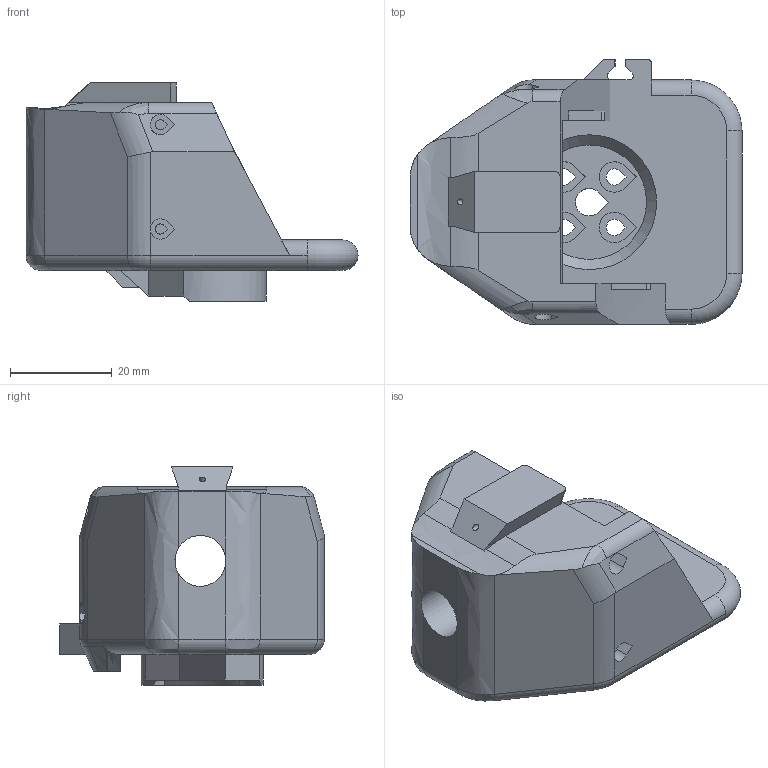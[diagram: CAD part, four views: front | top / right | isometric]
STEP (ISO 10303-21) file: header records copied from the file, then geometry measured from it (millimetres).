
FILE_DESCRIPTION(/* description */ (''),/* implementation_level */ '2;1');
FILE_NAME(/* name */ 'Wrist_Roll_SO101.step',/* time_stamp */ '2025-04-14T17:49:17+02:00',/* author */ (''),/* organization */ (''),/* preprocessor_version */ 'ST-DEVELOPER v20.1',/* originating_system */ 'Autodesk Translation Framework v14.4.0.0',/* authorisation */ '');
FILE_SCHEMA (('AUTOMOTIVE_DESIGN { 1 0 10303 214 3 1 1 }'));
Length unit declared in the file: millimetre
Products named in the file (3): Wrist_Roll_SO101; Wiring_holder v1; Wiring_holder v1 (1)
Assembly tree (2 placements, depth 2):
  Wrist_Roll_SO101
    Wiring_holder v1
    Wiring_holder v1 (1)
Bounding box: 65.2 x 52 x 42.85 mm (x, y, z)
Volume: 39819.7 mm3; surface area: 14186.1 mm2
Topology: 1 solids, 1 shells, 178 faces, 487 edges, 318 vertices
Faces by surface type: plane 111, cylinder 46, bspline 15, torus 4, cone 2
Full cylindrical faces by diameter (mm): 1.2 x1, 10 x1
Entity records: 6661 total; most frequent: CARTESIAN_POINT 2079, ORIENTED_EDGE 974, DIRECTION 881, EDGE_CURVE 487, LINE 325, VECTOR 325, VERTEX_POINT 318, AXIS2_PLACEMENT_3D 278
